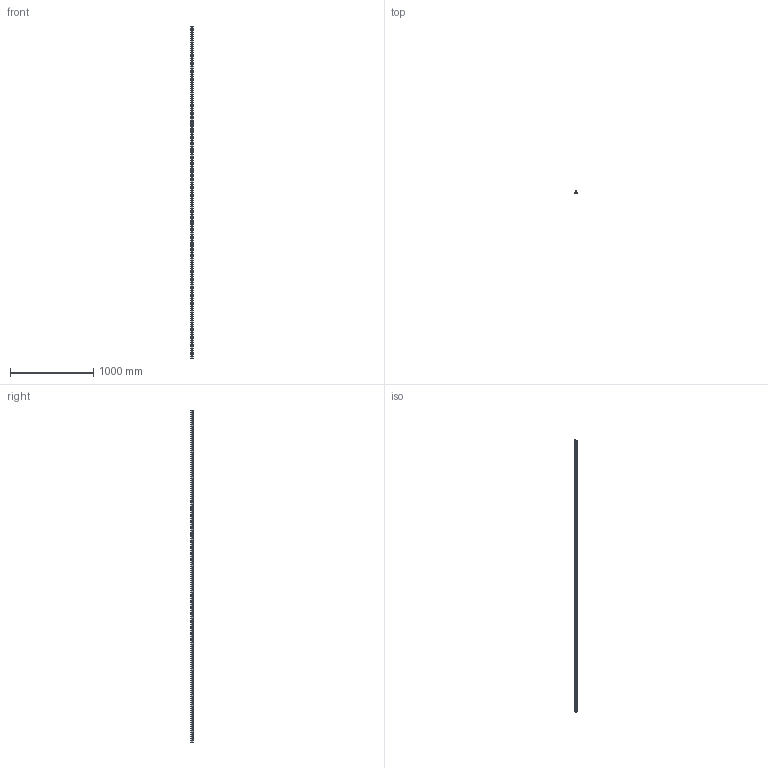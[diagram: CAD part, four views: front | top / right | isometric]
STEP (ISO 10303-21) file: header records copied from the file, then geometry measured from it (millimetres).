
FILE_DESCRIPTION (( 'STEP AP214' ), '1' );
FILE_NAME ('Ñáîðêà1.STEP', '2024-03-05T14:46:21', ( '' ), ( '' ), 'SwSTEP 2.0', 'SolidWorks 2022', '' );
FILE_SCHEMA (( 'AUTOMOTIVE_DESIGN' ));
Length unit declared in the file: millimetre
Products named in the file (2): Сборка1; Z46 Цилиндрический рельс SBR12_00
Assembly tree (1 placements, depth 2):
  Сборка1
    Z46 Цилиндрический рельс SBR12_00
Bounding box: 30 x 28.39 x 4000 mm (x, y, z)
Volume: 1443382.6 mm3; surface area: 470920 mm2
Topology: 1 solids, 1 shells, 830 faces, 2324 edges, 1336 vertices
Faces by surface type: plane 347, cone 320, cylinder 163
Entity records: 26300 total; most frequent: CARTESIAN_POINT 6414, ORIENTED_EDGE 4648, DIRECTION 3998, EDGE_CURVE 2324, AXIS2_PLACEMENT_3D 1480, VERTEX_POINT 1336, LINE 1038, VECTOR 1038
